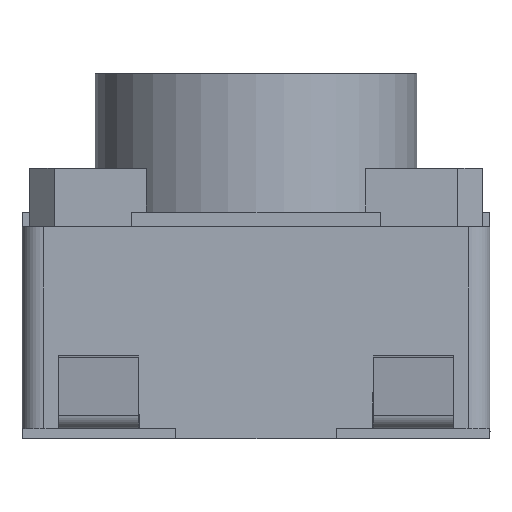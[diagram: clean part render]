
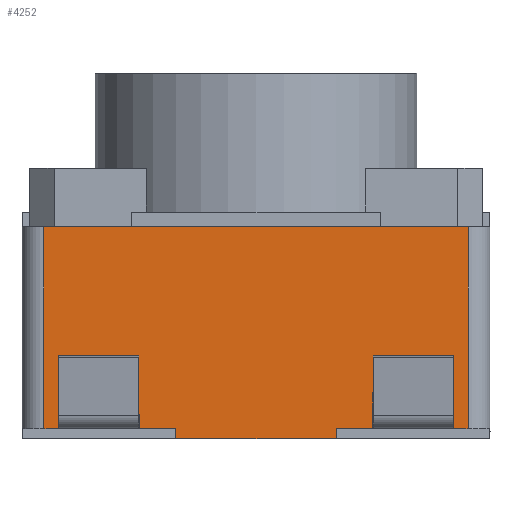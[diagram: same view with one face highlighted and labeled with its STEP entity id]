
A CAD part, left-side view. The second image highlights one B-rep face of the part: STEP entity #4252.
In plain terms, the highlighted planar face has unit normal (-1, 0, 0).
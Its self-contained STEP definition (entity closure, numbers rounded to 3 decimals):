
#722=ORIENTED_EDGE('',*,*,#2016,.T.);
#723=ORIENTED_EDGE('',*,*,#2017,.F.);
#724=ORIENTED_EDGE('',*,*,#2018,.F.);
#725=ORIENTED_EDGE('',*,*,#2019,.T.);
#726=ORIENTED_EDGE('',*,*,#2020,.T.);
#727=ORIENTED_EDGE('',*,*,#2021,.F.);
#728=ORIENTED_EDGE('',*,*,#2022,.T.);
#729=ORIENTED_EDGE('',*,*,#2023,.T.);
#730=ORIENTED_EDGE('',*,*,#2024,.T.);
#731=ORIENTED_EDGE('',*,*,#2025,.F.);
#732=ORIENTED_EDGE('',*,*,#2026,.F.);
#733=ORIENTED_EDGE('',*,*,#2027,.T.);
#734=ORIENTED_EDGE('',*,*,#2028,.T.);
#735=ORIENTED_EDGE('',*,*,#2029,.F.);
#736=ORIENTED_EDGE('',*,*,#2030,.F.);
#737=ORIENTED_EDGE('',*,*,#2031,.F.);
#2016=EDGE_CURVE('',#2777,#2778,#3296,.F.);
#2017=EDGE_CURVE('',#2779,#2778,#3297,.F.);
#2018=EDGE_CURVE('',#2780,#2779,#3298,.T.);
#2019=EDGE_CURVE('',#2780,#2781,#3299,.F.);
#2020=EDGE_CURVE('',#2781,#2782,#3300,.F.);
#2021=EDGE_CURVE('',#2783,#2782,#3301,.T.);
#2022=EDGE_CURVE('',#2783,#2784,#3302,.F.);
#2023=EDGE_CURVE('',#2784,#2785,#3303,.T.);
#2024=EDGE_CURVE('',#2785,#2786,#3304,.F.);
#2025=EDGE_CURVE('',#2787,#2786,#3305,.F.);
#2026=EDGE_CURVE('',#2788,#2787,#3306,.T.);
#2027=EDGE_CURVE('',#2788,#2789,#3307,.F.);
#2028=EDGE_CURVE('',#2789,#2790,#3308,.F.);
#2029=EDGE_CURVE('',#2791,#2790,#3309,.F.);
#2030=EDGE_CURVE('',#2792,#2791,#3310,.F.);
#2031=EDGE_CURVE('',#2777,#2792,#3311,.T.);
#2777=VERTEX_POINT('',#5630);
#2778=VERTEX_POINT('',#5631);
#2779=VERTEX_POINT('',#5633);
#2780=VERTEX_POINT('',#5635);
#2781=VERTEX_POINT('',#5637);
#2782=VERTEX_POINT('',#5639);
#2783=VERTEX_POINT('',#5641);
#2784=VERTEX_POINT('',#5643);
#2785=VERTEX_POINT('',#5645);
#2786=VERTEX_POINT('',#5647);
#2787=VERTEX_POINT('',#5649);
#2788=VERTEX_POINT('',#5651);
#2789=VERTEX_POINT('',#5653);
#2790=VERTEX_POINT('',#5655);
#2791=VERTEX_POINT('',#5657);
#2792=VERTEX_POINT('',#5659);
#3296=LINE('',#5629,#3444);
#3297=LINE('',#5632,#3445);
#3298=LINE('',#5634,#3446);
#3299=LINE('',#5636,#3447);
#3300=LINE('',#5638,#3448);
#3301=LINE('',#5640,#3449);
#3302=LINE('',#5642,#3450);
#3303=LINE('',#5644,#3451);
#3304=LINE('',#5646,#3452);
#3305=LINE('',#5648,#3453);
#3306=LINE('',#5650,#3454);
#3307=LINE('',#5652,#3455);
#3308=LINE('',#5654,#3456);
#3309=LINE('',#5656,#3457);
#3310=LINE('',#5658,#3458);
#3311=LINE('',#5660,#3459);
#3444=VECTOR('',#4831,1000.);
#3445=VECTOR('',#4832,1000.);
#3446=VECTOR('',#4833,1000.);
#3447=VECTOR('',#4834,1000.);
#3448=VECTOR('',#4835,1000.);
#3449=VECTOR('',#4836,1000.);
#3450=VECTOR('',#4837,1000.);
#3451=VECTOR('',#4838,1000.);
#3452=VECTOR('',#4839,1000.);
#3453=VECTOR('',#4840,1000.);
#3454=VECTOR('',#4841,1000.);
#3455=VECTOR('',#4842,1000.);
#3456=VECTOR('',#4843,1000.);
#3457=VECTOR('',#4844,1000.);
#3458=VECTOR('',#4845,1000.);
#3459=VECTOR('',#4846,1000.);
#3592=EDGE_LOOP('',(#722,#723,#724,#725,#726,#727,#728,#729,#730,#731,#732,
#733,#734,#735,#736,#737));
#3833=FACE_BOUND('',#3592,.T.);
#4074=PLANE('',#4502);
#4252=ADVANCED_FACE('',(#3833),#4074,.F.);
#4502=AXIS2_PLACEMENT_3D('',#5628,#4829,#4830);
#4829=DIRECTION('',(1.,0.,0.));
#4830=DIRECTION('',(0.,1.,0.));
#4831=DIRECTION('',(0.,1.,0.));
#4832=DIRECTION('',(0.,0.,1.));
#4833=DIRECTION('',(0.,1.,0.));
#4834=DIRECTION('',(0.,0.,1.));
#4835=DIRECTION('',(0.,1.,0.));
#4836=DIRECTION('',(0.,0.,1.));
#4837=DIRECTION('',(0.,1.,0.));
#4838=DIRECTION('',(0.,0.,1.));
#4839=DIRECTION('',(0.,1.,0.));
#4840=DIRECTION('',(0.,0.,1.));
#4841=DIRECTION('',(0.,1.,0.));
#4842=DIRECTION('',(0.,0.,1.));
#4843=DIRECTION('',(0.,1.,0.));
#4844=DIRECTION('',(0.,0.,1.));
#4845=DIRECTION('',(0.,1.,0.));
#4846=DIRECTION('',(0.,0.,1.));
#5628=CARTESIAN_POINT('',(-2.09,0.,0.725));
#5629=CARTESIAN_POINT('',(-2.09,0.,0.07));
#5630=CARTESIAN_POINT('',(-2.09,1.45,0.07));
#5631=CARTESIAN_POINT('',(-2.09,1.35,0.07));
#5632=CARTESIAN_POINT('',(-2.09,1.35,0.725));
#5633=CARTESIAN_POINT('',(-2.09,1.35,0.169));
#5634=CARTESIAN_POINT('',(-2.09,0.,0.169));
#5635=CARTESIAN_POINT('',(-2.09,0.8,0.169));
#5636=CARTESIAN_POINT('',(-2.09,0.8,0.725));
#5637=CARTESIAN_POINT('',(-2.09,0.8,0.07));
#5638=CARTESIAN_POINT('',(-2.09,0.,0.07));
#5639=CARTESIAN_POINT('',(-2.09,0.55,0.07));
#5640=CARTESIAN_POINT('',(-2.09,0.55,0.725));
#5641=CARTESIAN_POINT('',(-2.09,0.55,0.));
#5642=CARTESIAN_POINT('',(-2.09,0.,0.));
#5643=CARTESIAN_POINT('',(-2.09,-0.55,0.));
#5644=CARTESIAN_POINT('',(-2.09,-0.55,0.725));
#5645=CARTESIAN_POINT('',(-2.09,-0.55,0.07));
#5646=CARTESIAN_POINT('',(-2.09,0.,0.07));
#5647=CARTESIAN_POINT('',(-2.09,-0.8,0.07));
#5648=CARTESIAN_POINT('',(-2.09,-0.8,0.725));
#5649=CARTESIAN_POINT('',(-2.09,-0.8,0.169));
#5650=CARTESIAN_POINT('',(-2.09,0.,0.169));
#5651=CARTESIAN_POINT('',(-2.09,-1.35,0.169));
#5652=CARTESIAN_POINT('',(-2.09,-1.35,0.725));
#5653=CARTESIAN_POINT('',(-2.09,-1.35,0.07));
#5654=CARTESIAN_POINT('',(-2.09,0.,0.07));
#5655=CARTESIAN_POINT('',(-2.09,-1.45,0.07));
#5656=CARTESIAN_POINT('',(-2.09,-1.45,0.725));
#5657=CARTESIAN_POINT('',(-2.09,-1.45,1.45));
#5658=CARTESIAN_POINT('',(-2.09,0.,1.45));
#5659=CARTESIAN_POINT('',(-2.09,1.45,1.45));
#5660=CARTESIAN_POINT('',(-2.09,1.45,0.725));
